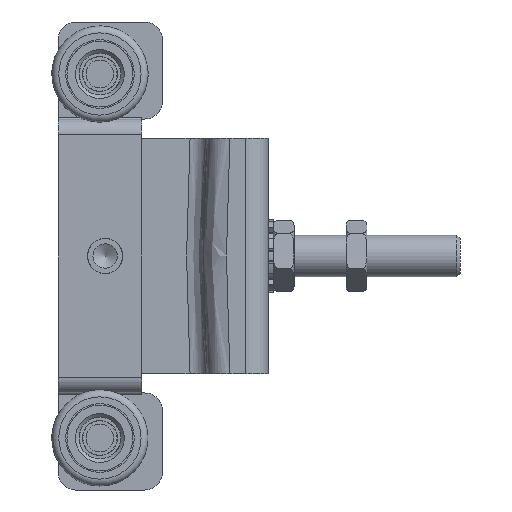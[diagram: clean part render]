
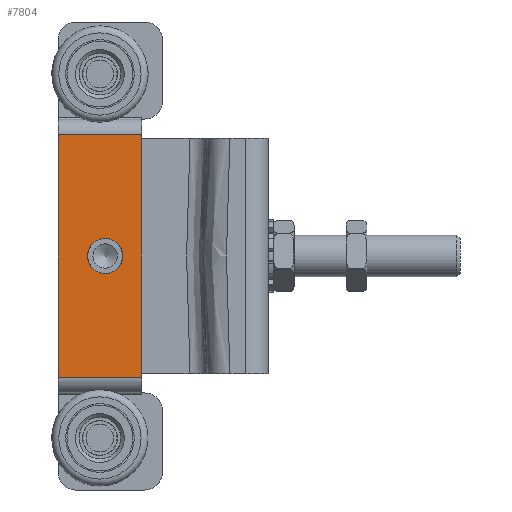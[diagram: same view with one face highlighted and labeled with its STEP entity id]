
A CAD part, left-side view. The second image highlights one B-rep face of the part: STEP entity #7804.
In plain terms, the highlighted planar face has unit normal (-1, 0, 0).
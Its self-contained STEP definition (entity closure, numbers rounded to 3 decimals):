
#7024=CARTESIAN_POINT('',(11.5,36.5,1.025));
#7025=VERTEX_POINT('',#7024);
#7034=CARTESIAN_POINT('',(11.5,60.5,1.025));
#7035=VERTEX_POINT('',#7034);
#7043=CARTESIAN_POINT('',(11.5,36.5,1.025));
#7044=DIRECTION('',(0.0,1.0,0.0));
#7045=VECTOR('',#7044,24.0);
#7046=LINE('',#7043,#7045);
#7047=EDGE_CURVE('',#7025,#7035,#7046,.T.);
#7552=CARTESIAN_POINT('',(11.5,60.5,-69.025));
#7553=VERTEX_POINT('',#7552);
#7561=CARTESIAN_POINT('',(11.5,60.5,1.025));
#7562=DIRECTION('',(0.0,0.0,-1.0));
#7563=VECTOR('',#7562,70.05);
#7564=LINE('',#7561,#7563);
#7565=EDGE_CURVE('',#7035,#7553,#7564,.T.);
#7681=CARTESIAN_POINT('',(11.5,36.5,-69.025));
#7682=VERTEX_POINT('',#7681);
#7690=CARTESIAN_POINT('',(11.5,36.5,-69.025));
#7691=DIRECTION('',(0.0,1.0,0.0));
#7692=VECTOR('',#7691,24.);
#7693=LINE('',#7690,#7692);
#7694=EDGE_CURVE('',#7682,#7553,#7693,.T.);
#7761=CARTESIAN_POINT('',(11.5,36.5,1.025));
#7762=DIRECTION('',(0.0,0.0,-1.0));
#7763=VECTOR('',#7762,70.05);
#7764=LINE('',#7761,#7763);
#7765=EDGE_CURVE('',#7025,#7682,#7764,.T.);
#7782=CARTESIAN_POINT('',(11.5,30.5,-34.0));
#7783=DIRECTION('',(-1.0,0.0,0.0));
#7784=DIRECTION('',(0.0,-1.0,0.0));
#7785=AXIS2_PLACEMENT_3D('',#7782,#7783,#7784);
#7786=PLANE('',#7785);
#7787=ORIENTED_EDGE('',*,*,#7765,.F.);
#7788=ORIENTED_EDGE('',*,*,#7047,.T.);
#7789=ORIENTED_EDGE('',*,*,#7565,.T.);
#7790=ORIENTED_EDGE('',*,*,#7694,.F.);
#7791=EDGE_LOOP('',(#7787,#7788,#7789,#7790));
#7792=FACE_OUTER_BOUND('',#7791,.T.);
#7793=CARTESIAN_POINT('',(11.5,47.,-28.9));
#7794=VERTEX_POINT('',#7793);
#7795=CARTESIAN_POINT('',(11.5,47.,-34.0));
#7796=DIRECTION('',(1.0,0.0,0.0));
#7797=DIRECTION('',(0.0,0.0,-1.0));
#7798=AXIS2_PLACEMENT_3D('',#7795,#7796,#7797);
#7799=CIRCLE('',#7798,5.1);
#7800=EDGE_CURVE('',#7794,#7794,#7799,.T.);
#7801=ORIENTED_EDGE('',*,*,#7800,.T.);
#7802=EDGE_LOOP('',(#7801));
#7803=FACE_BOUND('',#7802,.T.);
#7804=ADVANCED_FACE('',(#7792,#7803),#7786,.T.);
